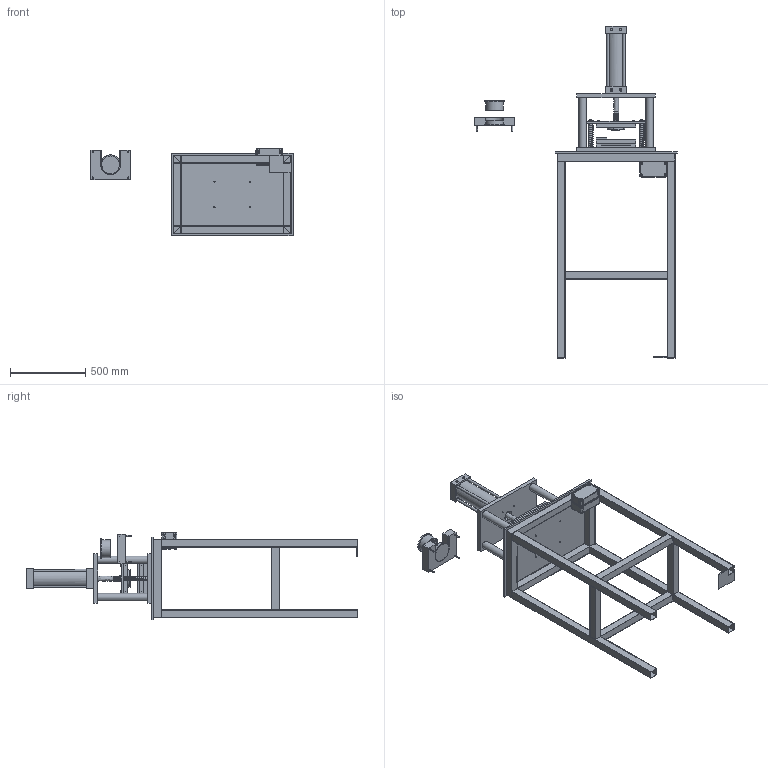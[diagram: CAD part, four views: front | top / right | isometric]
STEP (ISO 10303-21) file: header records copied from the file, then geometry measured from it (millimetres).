
FILE_DESCRIPTION(('FreeCAD Model'),'2;1');
FILE_NAME('Open CASCADE Shape Model','2025-05-09T05:30:18',('FreeCAD'),( 'FreeCAD'),'Open CASCADE STEP processor 7.6','FreeCAD','Unknown');
FILE_SCHEMA(('AUTOMOTIVE_DESIGN { 1 0 10303 214 1 1 1 1 }'));
Products named in the file (1): Open CASCADE STEP translator 7.6 1
Bounding box: 1345.98 x 2211.02 x 583.38 mm (x, y, z)
Volume: 32647464 mm3; surface area: 7712703 mm2
Topology: 68 solids, 68 shells, 3325 faces, 8749 edges, 5809 vertices
Faces by surface type: bspline 3325
Entity records: 155150 total; most frequent: CARTESIAN_POINT 102474, ORIENTED_EDGE 17450, EDGE_CURVE 8725, B_SPLINE_CURVE_WITH_KNOTS 7211, VERTEX_POINT 5809, FACE_BOUND 3742, EDGE_LOOP 3742, ADVANCED_FACE 3325
